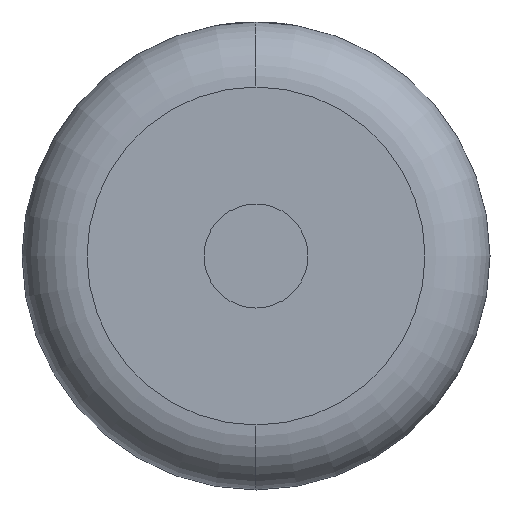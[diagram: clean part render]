
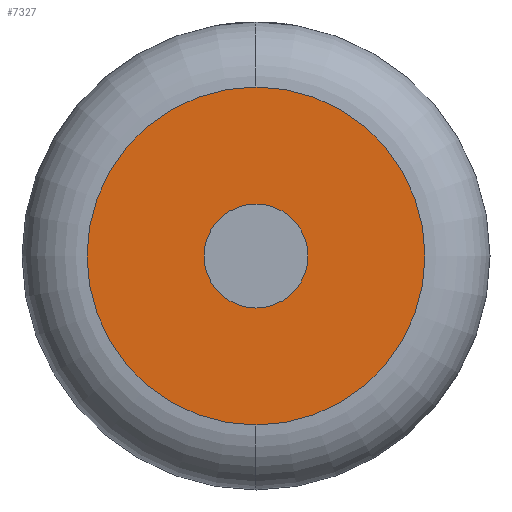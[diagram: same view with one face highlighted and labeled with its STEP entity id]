
A CAD part, left-side view. The second image highlights one B-rep face of the part: STEP entity #7327.
In plain terms, the highlighted planar face has unit normal (-1, 0, 0).
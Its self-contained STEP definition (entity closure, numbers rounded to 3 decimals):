
#160 = DIRECTION ( 'NONE',  ( -1., 0., 0. ) ) ;
#342 = DIRECTION ( 'NONE',  ( 0., 0., -1. ) ) ;
#794 = CARTESIAN_POINT ( 'NONE',  ( 0., 0., 0. ) ) ;
#802 = DIRECTION ( 'NONE',  ( 1., 0., 0. ) ) ;
#996 = AXIS2_PLACEMENT_3D ( 'NONE', #2102, #4421, #4896 ) ;
#1123 = CARTESIAN_POINT ( 'NONE',  ( 0., 0., -4. ) ) ;
#1258 = EDGE_CURVE ( 'NONE', #2149, #6330, #2447, .T. ) ;
#1332 = CIRCLE ( 'NONE', #2162, 4. ) ;
#1351 = DIRECTION ( 'NONE',  ( 0., 0., -1. ) ) ;
#1826 = AXIS2_PLACEMENT_3D ( 'NONE', #6431, #802, #1351 ) ;
#1942 = EDGE_CURVE ( 'NONE', #6330, #2149, #3262, .T. ) ;
#2026 = VERTEX_POINT ( 'NONE', #1123 ) ;
#2064 = DIRECTION ( 'NONE',  ( -1., 0., 0. ) ) ;
#2102 = CARTESIAN_POINT ( 'NONE',  ( 0., 0., 0. ) ) ;
#2149 = VERTEX_POINT ( 'NONE', #2964 ) ;
#2162 = AXIS2_PLACEMENT_3D ( 'NONE', #794, #4687, #5810 ) ;
#2447 = CIRCLE ( 'NONE', #6248, 13. ) ;
#2577 = CARTESIAN_POINT ( 'NONE',  ( 0., 0., 0. ) ) ;
#2586 = EDGE_LOOP ( 'NONE', ( #6520, #4440 ) ) ;
#2694 = EDGE_CURVE ( 'NONE', #6426, #2026, #6722, .T. ) ;
#2964 = CARTESIAN_POINT ( 'NONE',  ( 0., 0., 13. ) ) ;
#3038 = AXIS2_PLACEMENT_3D ( 'NONE', #5905, #160, #7079 ) ;
#3262 = CIRCLE ( 'NONE', #996, 13. ) ;
#3796 = FACE_OUTER_BOUND ( 'NONE', #4877, .T. ) ;
#4421 = DIRECTION ( 'NONE',  ( -1., 0., 0. ) ) ;
#4440 = ORIENTED_EDGE ( 'NONE', *, *, #2694, .F. ) ;
#4519 = CARTESIAN_POINT ( 'NONE',  ( 0., 0., 4. ) ) ;
#4549 = CARTESIAN_POINT ( 'NONE',  ( 0., 0., -13. ) ) ;
#4687 = DIRECTION ( 'NONE',  ( -1., 0., 0. ) ) ;
#4723 = PLANE ( 'NONE',  #1826 ) ;
#4877 = EDGE_LOOP ( 'NONE', ( #6452, #7117 ) ) ;
#4896 = DIRECTION ( 'NONE',  ( 0., 0., -1. ) ) ;
#5023 = EDGE_CURVE ( 'NONE', #2026, #6426, #1332, .T. ) ;
#5699 = FACE_BOUND ( 'NONE', #2586, .T. ) ;
#5810 = DIRECTION ( 'NONE',  ( 0., 0., -1. ) ) ;
#5905 = CARTESIAN_POINT ( 'NONE',  ( 0., 0., 0. ) ) ;
#6248 = AXIS2_PLACEMENT_3D ( 'NONE', #2577, #2064, #342 ) ;
#6330 = VERTEX_POINT ( 'NONE', #4549 ) ;
#6426 = VERTEX_POINT ( 'NONE', #4519 ) ;
#6431 = CARTESIAN_POINT ( 'NONE',  ( 0., 0., 0. ) ) ;
#6452 = ORIENTED_EDGE ( 'NONE', *, *, #1942, .T. ) ;
#6520 = ORIENTED_EDGE ( 'NONE', *, *, #5023, .F. ) ;
#6722 = CIRCLE ( 'NONE', #3038, 4. ) ;
#7079 = DIRECTION ( 'NONE',  ( 0., 0., -1. ) ) ;
#7117 = ORIENTED_EDGE ( 'NONE', *, *, #1258, .T. ) ;
#7327 = ADVANCED_FACE ( 'NONE', ( #3796, #5699 ), #4723, .F. ) ;
